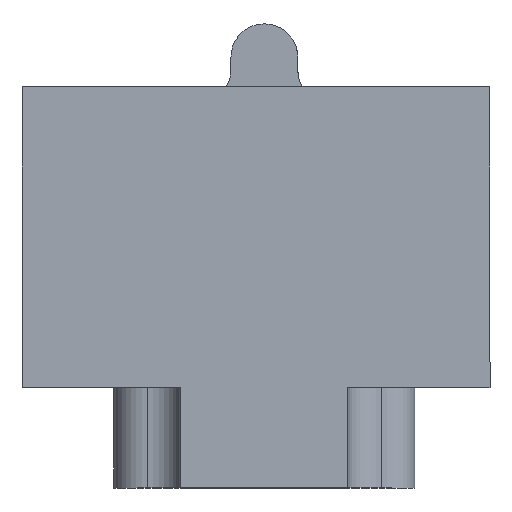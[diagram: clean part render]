
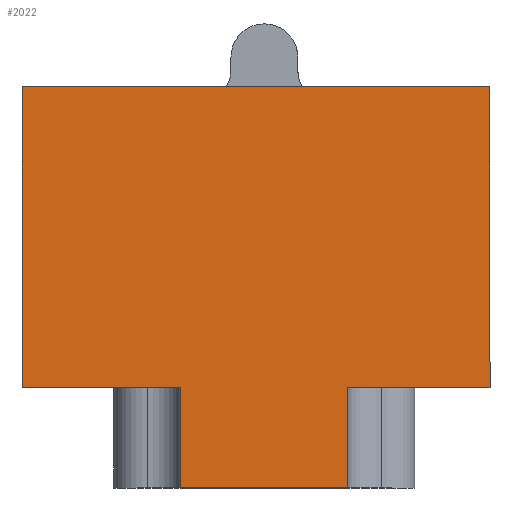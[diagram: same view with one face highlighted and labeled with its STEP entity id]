
A CAD part, top view. The second image highlights one B-rep face of the part: STEP entity #2022.
In plain terms, the highlighted face is planar.
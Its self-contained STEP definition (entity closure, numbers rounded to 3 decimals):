
#269=FACE_OUTER_BOUND('',#382,.T.);
#382=EDGE_LOOP('',(#1732,#1733,#1734,#1735,#1736,#1737,#1738,#1739));
#454=LINE('',#3087,#642);
#460=LINE('',#3106,#648);
#465=LINE('',#3124,#653);
#476=LINE('',#3156,#664);
#482=LINE('',#3180,#670);
#486=LINE('',#3188,#674);
#499=LINE('',#3221,#687);
#503=LINE('',#3237,#691);
#642=VECTOR('',#2451,10.);
#648=VECTOR('',#2467,10.);
#653=VECTOR('',#2482,10.);
#664=VECTOR('',#2509,10.);
#670=VECTOR('',#2527,10.);
#674=VECTOR('',#2535,10.);
#687=VECTOR('',#2578,10.);
#691=VECTOR('',#2592,10.);
#834=VERTEX_POINT('',#3084);
#835=VERTEX_POINT('',#3086);
#842=VERTEX_POINT('',#3103);
#843=VERTEX_POINT('',#3105);
#851=VERTEX_POINT('',#3123);
#864=VERTEX_POINT('',#3155);
#875=VERTEX_POINT('',#3177);
#876=VERTEX_POINT('',#3179);
#1050=EDGE_CURVE('',#834,#835,#454,.T.);
#1059=EDGE_CURVE('',#842,#843,#460,.T.);
#1068=EDGE_CURVE('',#851,#835,#465,.T.);
#1084=EDGE_CURVE('',#864,#851,#476,.T.);
#1096=EDGE_CURVE('',#875,#876,#482,.T.);
#1101=EDGE_CURVE('',#875,#843,#486,.T.);
#1118=EDGE_CURVE('',#864,#842,#499,.T.);
#1124=EDGE_CURVE('',#834,#876,#503,.T.);
#1732=ORIENTED_EDGE('',*,*,#1124,.T.);
#1733=ORIENTED_EDGE('',*,*,#1096,.F.);
#1734=ORIENTED_EDGE('',*,*,#1101,.T.);
#1735=ORIENTED_EDGE('',*,*,#1059,.F.);
#1736=ORIENTED_EDGE('',*,*,#1118,.F.);
#1737=ORIENTED_EDGE('',*,*,#1084,.T.);
#1738=ORIENTED_EDGE('',*,*,#1068,.T.);
#1739=ORIENTED_EDGE('',*,*,#1050,.F.);
#1926=PLANE('',#2266);
#2022=ADVANCED_FACE('',(#269),#1926,.T.);
#2266=AXIS2_PLACEMENT_3D('',#3554,#2832,#2833);
#2451=DIRECTION('',(1.,0.,0.));
#2467=DIRECTION('',(-1.,0.,0.));
#2482=DIRECTION('',(0.,0.,-1.));
#2509=DIRECTION('',(1.,0.,0.));
#2527=DIRECTION('',(-1.,0.,0.));
#2535=DIRECTION('',(0.,0.,1.));
#2578=DIRECTION('',(0.,0.,1.));
#2592=DIRECTION('',(0.,0.,1.));
#2832=DIRECTION('center_axis',(0.,1.,0.));
#2833=DIRECTION('ref_axis',(0.,0.,
1.));
#3084=CARTESIAN_POINT('',(-7.254,20.45,-4.493));
#3086=CARTESIAN_POINT('',(6.746,20.45,-4.493));
#3087=CARTESIAN_POINT('',(3.746,20.45,-4.493));
#3103=CARTESIAN_POINT('',(2.496,20.45,7.497));
#3105=CARTESIAN_POINT('',(-2.504,20.45,7.497));
#3106=CARTESIAN_POINT('',(2.496,20.45,7.497));
#3123=CARTESIAN_POINT('',(6.746,20.45,4.497));
#3124=CARTESIAN_POINT('',(6.746,20.45,-3.493));
#3155=CARTESIAN_POINT('',(2.496,20.45,4.497));
#3156=CARTESIAN_POINT('',(5.746,20.45,4.497));
#3177=CARTESIAN_POINT('',(-2.504,20.45,4.497));
#3179=CARTESIAN_POINT('',(-7.254,20.45,4.498));
#3180=CARTESIAN_POINT('',(-3.754,20.45,4.498));
#3188=CARTESIAN_POINT('',(-2.504,20.45,2.997));
#3221=CARTESIAN_POINT('',(2.496,20.45,6.497));
#3237=CARTESIAN_POINT('',(-7.254,20.45,2.699));
#3554=CARTESIAN_POINT('Origin',(-0.004,20.45,-0.247));
